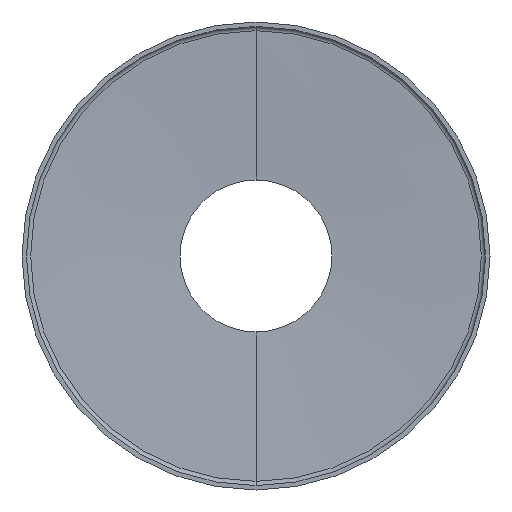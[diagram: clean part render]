
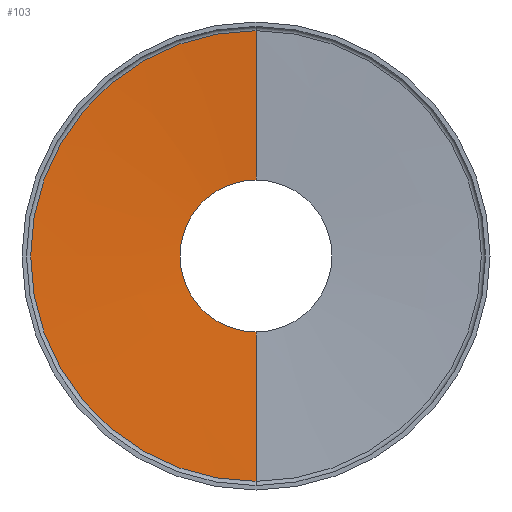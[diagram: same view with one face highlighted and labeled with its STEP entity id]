
A CAD part, front view. The second image highlights one B-rep face of the part: STEP entity #103.
In plain terms, the highlighted conical face has half-angle 87 degrees and reference radius 50.552 mm.
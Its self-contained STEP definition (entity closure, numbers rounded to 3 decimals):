
#1 = VECTOR ( 'NONE', #96, 1000. ) ;
#22 = EDGE_LOOP ( 'NONE', ( #52, #291, #178, #361 ) ) ;
#51 = AXIS2_PLACEMENT_3D ( 'NONE', #435, #302, #269 ) ;
#52 = ORIENTED_EDGE ( 'NONE', *, *, #131, .F. ) ;
#77 = CARTESIAN_POINT ( 'NONE',  ( 0., 17.001, -50.552 ) ) ;
#81 = EDGE_CURVE ( 'NONE', #333, #85, #156, .T. ) ;
#85 = VERTEX_POINT ( 'NONE', #132 ) ;
#93 = DIRECTION ( 'NONE',  ( 0., -1., 0. ) ) ;
#96 = DIRECTION ( 'NONE',  ( 0., -0.052, 0.999 ) ) ;
#99 = CARTESIAN_POINT ( 'NONE',  ( 0., 18.757, 0. ) ) ;
#103 = ADVANCED_FACE ( 'NONE', ( #332 ), #415, .F. ) ;
#131 = EDGE_CURVE ( 'NONE', #333, #289, #306, .T. ) ;
#132 = CARTESIAN_POINT ( 'NONE',  ( 0., 17.001, 50.552 ) ) ;
#139 = DIRECTION ( 'NONE',  ( 0., 0., -1. ) ) ;
#145 = VECTOR ( 'NONE', #322, 1000. ) ;
#155 = VERTEX_POINT ( 'NONE', #366 ) ;
#156 = LINE ( 'NONE', #329, #1 ) ;
#169 = CARTESIAN_POINT ( 'NONE',  ( 0., 17.001, 0. ) ) ;
#178 = ORIENTED_EDGE ( 'NONE', *, *, #278, .T. ) ;
#199 = EDGE_CURVE ( 'NONE', #289, #155, #424, .T. ) ;
#269 = DIRECTION ( 'NONE',  ( 0., 0., -1. ) ) ;
#274 = CIRCLE ( 'NONE', #336, 50.552 ) ;
#278 = EDGE_CURVE ( 'NONE', #85, #155, #274, .T. ) ;
#281 = CARTESIAN_POINT ( 'NONE',  ( 0., 18.757, -17.05 ) ) ;
#289 = VERTEX_POINT ( 'NONE', #281 ) ;
#291 = ORIENTED_EDGE ( 'NONE', *, *, #81, .T. ) ;
#302 = DIRECTION ( 'NONE',  ( 0., -1., 0. ) ) ;
#305 = AXIS2_PLACEMENT_3D ( 'NONE', #99, #93, #367 ) ;
#306 = CIRCLE ( 'NONE', #305, 17.05 ) ;
#312 = DIRECTION ( 'NONE',  ( 0., -1., 0. ) ) ;
#322 = DIRECTION ( 'NONE',  ( 0., -0.052, -0.999 ) ) ;
#329 = CARTESIAN_POINT ( 'NONE',  ( 0., 17.001, 50.552 ) ) ;
#332 = FACE_OUTER_BOUND ( 'NONE', #22, .T. ) ;
#333 = VERTEX_POINT ( 'NONE', #347 ) ;
#336 = AXIS2_PLACEMENT_3D ( 'NONE', #169, #312, #139 ) ;
#347 = CARTESIAN_POINT ( 'NONE',  ( 0., 18.757, 17.05 ) ) ;
#361 = ORIENTED_EDGE ( 'NONE', *, *, #199, .F. ) ;
#366 = CARTESIAN_POINT ( 'NONE',  ( 0., 17.001, -50.552 ) ) ;
#367 = DIRECTION ( 'NONE',  ( 0., 0., -1. ) ) ;
#415 = CONICAL_SURFACE ( 'NONE', #51, 50.552, 1.518 ) ;
#424 = LINE ( 'NONE', #77, #145 ) ;
#435 = CARTESIAN_POINT ( 'NONE',  ( 0., 17.001, 0. ) ) ;
